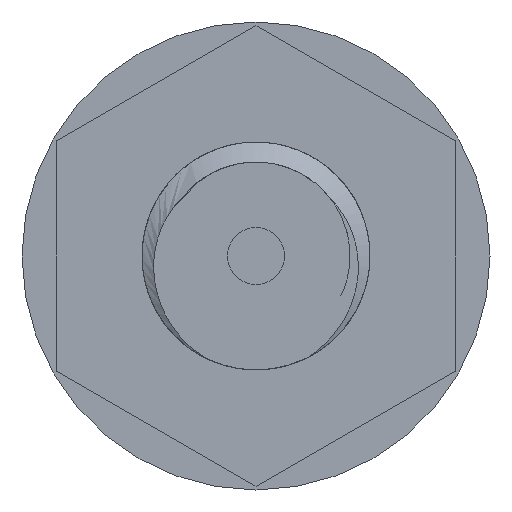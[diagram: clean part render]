
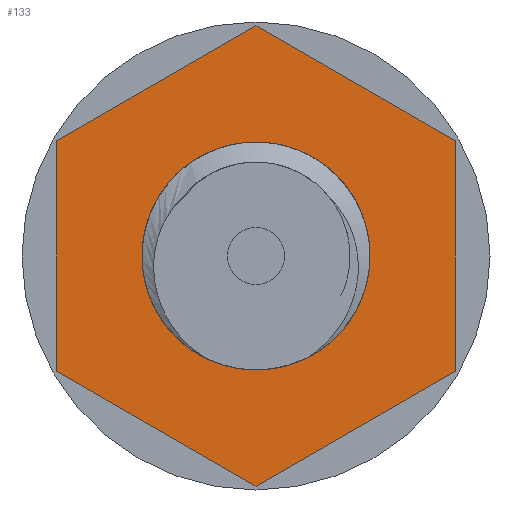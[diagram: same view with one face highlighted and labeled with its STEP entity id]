
A CAD part, left-side view. The second image highlights one B-rep face of the part: STEP entity #133.
In plain terms, the highlighted planar face has unit normal (-1, 0, 0).
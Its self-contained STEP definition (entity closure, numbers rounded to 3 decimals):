
#92=PLANE('',#562);
#133=ADVANCED_FACE('',(#171),#92,.F.);
#171=FACE_OUTER_BOUND('',#204,.T.);
#204=EDGE_LOOP('',(#309,#310,#311,#312,#313,#314));
#309=ORIENTED_EDGE('',*,*,#422,.F.);
#310=ORIENTED_EDGE('',*,*,#438,.F.);
#311=ORIENTED_EDGE('',*,*,#435,.F.);
#312=ORIENTED_EDGE('',*,*,#432,.F.);
#313=ORIENTED_EDGE('',*,*,#429,.F.);
#314=ORIENTED_EDGE('',*,*,#426,.F.);
#375=VERTEX_POINT('',#5710);
#376=VERTEX_POINT('',#5711);
#379=VERTEX_POINT('',#5719);
#381=VERTEX_POINT('',#5725);
#383=VERTEX_POINT('',#5731);
#385=VERTEX_POINT('',#5737);
#422=EDGE_CURVE('',#375,#376,#467,.T.);
#426=EDGE_CURVE('',#376,#379,#471,.T.);
#429=EDGE_CURVE('',#379,#381,#474,.T.);
#432=EDGE_CURVE('',#381,#383,#477,.T.);
#435=EDGE_CURVE('',#383,#385,#480,.T.);
#438=EDGE_CURVE('',#385,#375,#483,.T.);
#467=LINE('',#5709,#506);
#471=LINE('',#5718,#510);
#474=LINE('',#5724,#513);
#477=LINE('',#5730,#516);
#480=LINE('',#5736,#519);
#483=LINE('',#5742,#522);
#506=VECTOR('',#615,1.);
#510=VECTOR('',#621,1.);
#513=VECTOR('',#626,1.);
#516=VECTOR('',#631,1.);
#519=VECTOR('',#636,1.);
#522=VECTOR('',#641,1.);
#562=AXIS2_PLACEMENT_3D('',#5746,#647,#648);
#615=DIRECTION('',(0.,0.,-1.));
#621=DIRECTION('',(0.,0.866,-0.5));
#626=DIRECTION('',(0.,0.866,0.5));
#631=DIRECTION('',(0.,0.,1.));
#636=DIRECTION('',(0.,-0.866,0.5));
#641=DIRECTION('',(0.,-0.866,-0.5));
#647=DIRECTION('',(1.,0.,0.));
#648=DIRECTION('',(0.,0.,-1.));
#5709=CARTESIAN_POINT('',(5.,-3.5,2.021));
#5710=CARTESIAN_POINT('',(5.,-3.5,2.021));
#5711=CARTESIAN_POINT('',(5.,-3.5,-2.021));
#5718=CARTESIAN_POINT('',(5.,-3.5,-2.021));
#5719=CARTESIAN_POINT('',(5.,0.,-4.041));
#5724=CARTESIAN_POINT('',(5.,0.,-4.041));
#5725=CARTESIAN_POINT('',(5.,3.5,-2.021));
#5730=CARTESIAN_POINT('',(5.,3.5,-2.021));
#5731=CARTESIAN_POINT('',(5.,3.5,2.021));
#5736=CARTESIAN_POINT('',(5.,3.5,2.021));
#5737=CARTESIAN_POINT('',(5.,0.,4.041));
#5742=CARTESIAN_POINT('',(5.,0.,4.041));
#5746=CARTESIAN_POINT('',(5.,0.,0.));
